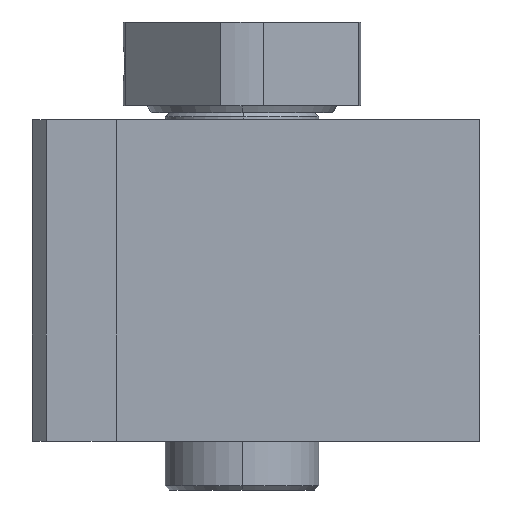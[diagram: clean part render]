
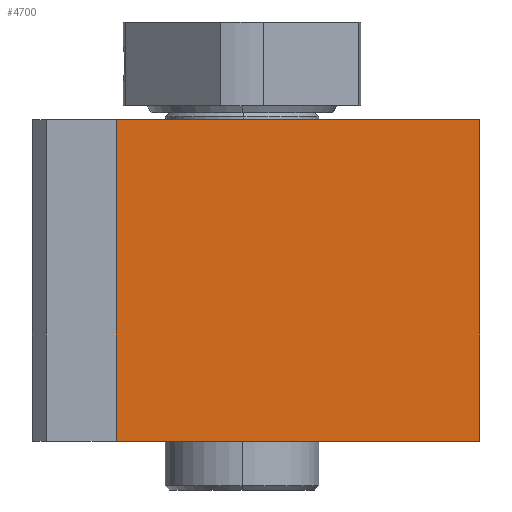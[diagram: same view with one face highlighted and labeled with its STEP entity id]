
A CAD part, left-side view. The second image highlights one B-rep face of the part: STEP entity #4700.
In plain terms, the highlighted planar face has unit normal (-1, 0, 0).
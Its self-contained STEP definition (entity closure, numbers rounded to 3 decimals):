
#148 = ORIENTED_EDGE ( 'NONE', *, *, #4995, .F. ) ;
#291 = EDGE_LOOP ( 'NONE', ( #431, #148, #1798, #3448 ) ) ;
#308 = DIRECTION ( 'NONE',  ( 0., 0., 1. ) ) ;
#345 = EDGE_CURVE ( 'NONE', #4675, #2894, #3161, .T. ) ;
#431 = ORIENTED_EDGE ( 'NONE', *, *, #4013, .F. ) ;
#802 = DIRECTION ( 'NONE',  ( -1., 0., 0. ) ) ;
#1153 = CARTESIAN_POINT ( 'NONE',  ( -26., -17., -23. ) ) ;
#1327 = CARTESIAN_POINT ( 'NONE',  ( -26., -17., -23. ) ) ;
#1798 = ORIENTED_EDGE ( 'NONE', *, *, #345, .T. ) ;
#1834 = PLANE ( 'NONE',  #2904 ) ;
#1843 = VECTOR ( 'NONE', #3374, 1000. ) ;
#2141 = DIRECTION ( 'NONE',  ( 0., -1., 0. ) ) ;
#2144 = CARTESIAN_POINT ( 'NONE',  ( -26., 9., 0. ) ) ;
#2294 = CARTESIAN_POINT ( 'NONE',  ( -26., -17., 0. ) ) ;
#2515 = VECTOR ( 'NONE', #4387, 1000. ) ;
#2651 = CARTESIAN_POINT ( 'NONE',  ( -26., -17., -23. ) ) ;
#2685 = VERTEX_POINT ( 'NONE', #2144 ) ;
#2894 = VERTEX_POINT ( 'NONE', #1153 ) ;
#2904 = AXIS2_PLACEMENT_3D ( 'NONE', #1327, #802, #308 ) ;
#2939 = DIRECTION ( 'NONE',  ( 0., 0., 1. ) ) ;
#2970 = VECTOR ( 'NONE', #2939, 1000. ) ;
#3161 = LINE ( 'NONE', #2651, #3583 ) ;
#3215 = CARTESIAN_POINT ( 'NONE',  ( -26., 9., -23. ) ) ;
#3374 = DIRECTION ( 'NONE',  ( 0., 0., 1. ) ) ;
#3445 = CARTESIAN_POINT ( 'NONE',  ( -26., 9., -23. ) ) ;
#3448 = ORIENTED_EDGE ( 'NONE', *, *, #3857, .T. ) ;
#3583 = VECTOR ( 'NONE', #2141, 1000. ) ;
#3857 = EDGE_CURVE ( 'NONE', #2894, #4271, #4453, .T. ) ;
#3900 = CARTESIAN_POINT ( 'NONE',  ( -26., -17., -23. ) ) ;
#3965 = LINE ( 'NONE', #4934, #2515 ) ;
#3979 = LINE ( 'NONE', #3445, #2970 ) ;
#4013 = EDGE_CURVE ( 'NONE', #2685, #4271, #3965, .T. ) ;
#4271 = VERTEX_POINT ( 'NONE', #2294 ) ;
#4387 = DIRECTION ( 'NONE',  ( 0., -1., 0. ) ) ;
#4453 = LINE ( 'NONE', #3900, #1843 ) ;
#4675 = VERTEX_POINT ( 'NONE', #3215 ) ;
#4700 = ADVANCED_FACE ( 'NONE', ( #4783 ), #1834, .T. ) ;
#4783 = FACE_OUTER_BOUND ( 'NONE', #291, .T. ) ;
#4934 = CARTESIAN_POINT ( 'NONE',  ( -26., -17., 0. ) ) ;
#4995 = EDGE_CURVE ( 'NONE', #4675, #2685, #3979, .T. ) ;
